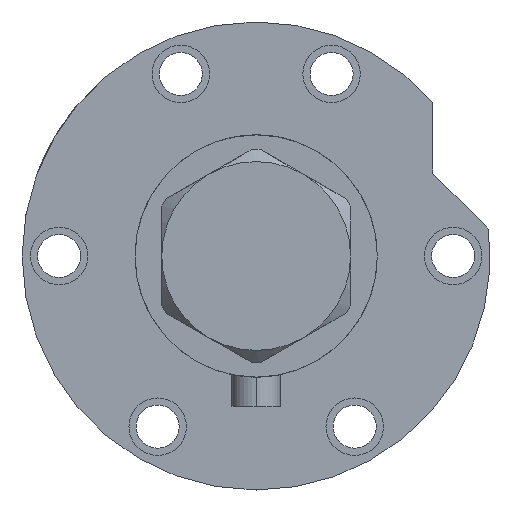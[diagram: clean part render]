
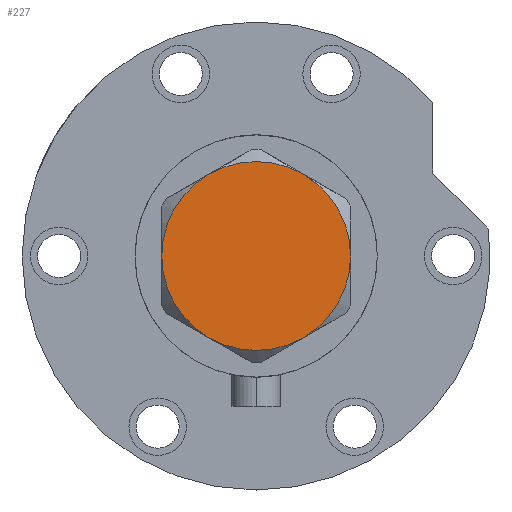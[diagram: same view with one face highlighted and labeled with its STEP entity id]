
A CAD part, left-side view. The second image highlights one B-rep face of the part: STEP entity #227.
In plain terms, the highlighted face is planar.
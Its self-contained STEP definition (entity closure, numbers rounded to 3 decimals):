
#43 = DIRECTION ( 'NONE',  ( 0., 0., 1. ) ) ;
#76 = CARTESIAN_POINT ( 'NONE',  ( 0., 0., 13. ) ) ;
#227 = ADVANCED_FACE ( 'NONE', ( #5012 ), #5068, .T. ) ;
#500 = EDGE_CURVE ( 'NONE', #5522, #1625, #839, .T. ) ;
#549 = CARTESIAN_POINT ( 'NONE',  ( -11.5, 19.919, 13. ) ) ;
#644 = CARTESIAN_POINT ( 'NONE',  ( 0., 0., 13. ) ) ;
#749 = CIRCLE ( 'NONE', #3314, 23. ) ;
#781 = DIRECTION ( 'NONE',  ( 1., 0., 0. ) ) ;
#839 = CIRCLE ( 'NONE', #1814, 23. ) ;
#1078 = VERTEX_POINT ( 'NONE', #2376 ) ;
#1089 = CARTESIAN_POINT ( 'NONE',  ( 0., 0., 13. ) ) ;
#1253 = AXIS2_PLACEMENT_3D ( 'NONE', #1089, #4881, #2594 ) ;
#1263 = VERTEX_POINT ( 'NONE', #2974 ) ;
#1411 = EDGE_LOOP ( 'NONE', ( #4147, #3540, #5378, #3642, #1840, #3407 ) ) ;
#1517 = DIRECTION ( 'NONE',  ( 1., 0., 0. ) ) ;
#1625 = VERTEX_POINT ( 'NONE', #1667 ) ;
#1667 = CARTESIAN_POINT ( 'NONE',  ( 11.5, -19.919, 13. ) ) ;
#1742 = CIRCLE ( 'NONE', #1253, 23. ) ;
#1814 = AXIS2_PLACEMENT_3D ( 'NONE', #2962, #4405, #2505 ) ;
#1840 = ORIENTED_EDGE ( 'NONE', *, *, #3295, .T. ) ;
#1849 = DIRECTION ( 'NONE',  ( 0., 0., 1. ) ) ;
#1976 = AXIS2_PLACEMENT_3D ( 'NONE', #5569, #1849, #1517 ) ;
#2110 = VERTEX_POINT ( 'NONE', #549 ) ;
#2147 = AXIS2_PLACEMENT_3D ( 'NONE', #644, #4401, #5249 ) ;
#2376 = CARTESIAN_POINT ( 'NONE',  ( 23., 0., 13. ) ) ;
#2439 = EDGE_CURVE ( 'NONE', #2110, #1263, #749, .T. ) ;
#2505 = DIRECTION ( 'NONE',  ( 1., 0., 0. ) ) ;
#2594 = DIRECTION ( 'NONE',  ( 1., 0., 0. ) ) ;
#2788 = DIRECTION ( 'NONE',  ( 0., 0., 1. ) ) ;
#2847 = CARTESIAN_POINT ( 'NONE',  ( -11.5, -19.919, 13. ) ) ;
#2879 = VERTEX_POINT ( 'NONE', #3905 ) ;
#2962 = CARTESIAN_POINT ( 'NONE',  ( 0., 0., 13. ) ) ;
#2974 = CARTESIAN_POINT ( 'NONE',  ( -23., 0., 13. ) ) ;
#3185 = EDGE_CURVE ( 'NONE', #2879, #2110, #1742, .T. ) ;
#3295 = EDGE_CURVE ( 'NONE', #1263, #5522, #5501, .T. ) ;
#3314 = AXIS2_PLACEMENT_3D ( 'NONE', #76, #43, #6116 ) ;
#3407 = ORIENTED_EDGE ( 'NONE', *, *, #500, .T. ) ;
#3540 = ORIENTED_EDGE ( 'NONE', *, *, #3980, .T. ) ;
#3642 = ORIENTED_EDGE ( 'NONE', *, *, #2439, .T. ) ;
#3905 = CARTESIAN_POINT ( 'NONE',  ( 11.5, 19.919, 13. ) ) ;
#3980 = EDGE_CURVE ( 'NONE', #1078, #2879, #4118, .T. ) ;
#4118 = CIRCLE ( 'NONE', #5306, 23. ) ;
#4147 = ORIENTED_EDGE ( 'NONE', *, *, #5866, .T. ) ;
#4149 = CARTESIAN_POINT ( 'NONE',  ( 0., 0., 13. ) ) ;
#4401 = DIRECTION ( 'NONE',  ( 0., 0., 1. ) ) ;
#4405 = DIRECTION ( 'NONE',  ( 0., 0., 1. ) ) ;
#4881 = DIRECTION ( 'NONE',  ( 0., 0., 1. ) ) ;
#5012 = FACE_OUTER_BOUND ( 'NONE', #1411, .T. ) ;
#5068 = PLANE ( 'NONE',  #5483 ) ;
#5109 = CARTESIAN_POINT ( 'NONE',  ( 0., 0., 13. ) ) ;
#5249 = DIRECTION ( 'NONE',  ( 1., 0., 0. ) ) ;
#5306 = AXIS2_PLACEMENT_3D ( 'NONE', #5109, #2788, #5982 ) ;
#5378 = ORIENTED_EDGE ( 'NONE', *, *, #3185, .T. ) ;
#5409 = CIRCLE ( 'NONE', #1976, 23. ) ;
#5483 = AXIS2_PLACEMENT_3D ( 'NONE', #4149, #6066, #781 ) ;
#5501 = CIRCLE ( 'NONE', #2147, 23. ) ;
#5522 = VERTEX_POINT ( 'NONE', #2847 ) ;
#5569 = CARTESIAN_POINT ( 'NONE',  ( 0., 0., 13. ) ) ;
#5866 = EDGE_CURVE ( 'NONE', #1625, #1078, #5409, .T. ) ;
#5982 = DIRECTION ( 'NONE',  ( 1., 0., 0. ) ) ;
#6066 = DIRECTION ( 'NONE',  ( 0., 0., 1. ) ) ;
#6116 = DIRECTION ( 'NONE',  ( 1., 0., 0. ) ) ;
